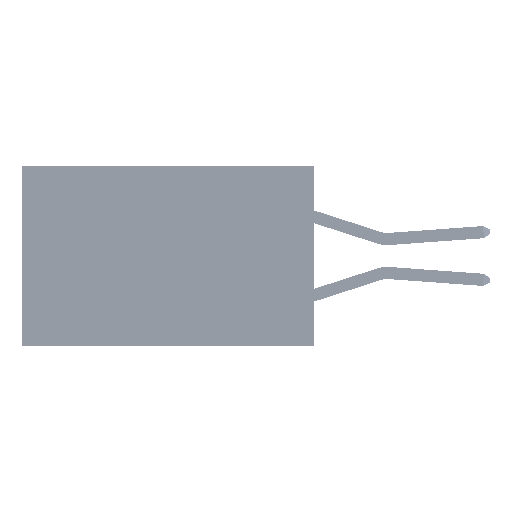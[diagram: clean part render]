
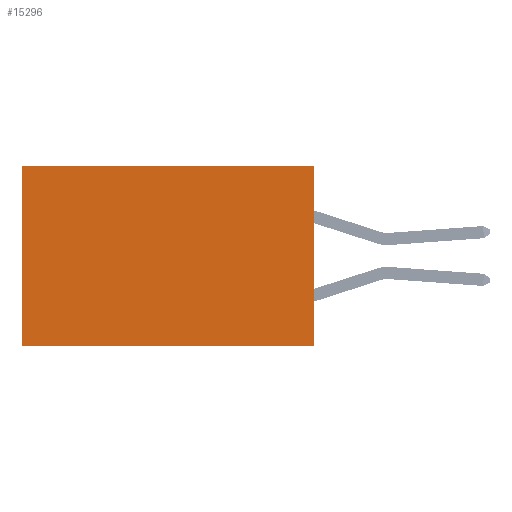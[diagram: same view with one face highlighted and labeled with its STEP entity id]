
A CAD part, left-side view. The second image highlights one B-rep face of the part: STEP entity #15296.
In plain terms, the highlighted planar face has unit normal (-1, 0, 0).
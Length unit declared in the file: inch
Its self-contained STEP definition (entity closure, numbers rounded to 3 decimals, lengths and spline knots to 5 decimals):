
#725 = FACE_OUTER_BOUND ( 'NONE', #7809, .T. ) ;
#2362 = EDGE_CURVE ( 'NONE', #45221, #25996, #18007, .T. ) ;
#2401 = LINE ( 'NONE', #39769, #20884 ) ;
#3033 = DIRECTION ( 'NONE',  ( 0., 1., 0. ) ) ;
#3206 = VERTEX_POINT ( 'NONE', #11516 ) ;
#4618 = CARTESIAN_POINT ( 'NONE',  ( 0.2875, 0.6, -0.37 ) ) ;
#7809 = EDGE_LOOP ( 'NONE', ( #50388, #18303, #47625, #24356 ) ) ;
#9186 = PLANE ( 'NONE',  #45330 ) ;
#11516 = CARTESIAN_POINT ( 'NONE',  ( 0.2875, 0., 0. ) ) ;
#14631 = CARTESIAN_POINT ( 'NONE',  ( 0.2875, 0., -0.37 ) ) ;
#15296 = ADVANCED_FACE ( 'NONE', ( #725 ), #9186, .F. ) ;
#17147 = VECTOR ( 'NONE', #22230, 39.37008 ) ;
#17327 = DIRECTION ( 'NONE',  ( 1., 0., 0. ) ) ;
#18007 = LINE ( 'NONE', #34456, #24756 ) ;
#18303 = ORIENTED_EDGE ( 'NONE', *, *, #21893, .F. ) ;
#18819 = DIRECTION ( 'NONE',  ( 0., 0., -1. ) ) ;
#20884 = VECTOR ( 'NONE', #47197, 39.37008 ) ;
#21445 = EDGE_CURVE ( 'NONE', #3206, #39456, #2401, .T. ) ;
#21893 = EDGE_CURVE ( 'NONE', #39456, #25996, #32509, .T. ) ;
#22230 = DIRECTION ( 'NONE',  ( 0., 1., 0. ) ) ;
#24356 = ORIENTED_EDGE ( 'NONE', *, *, #45746, .T. ) ;
#24756 = VECTOR ( 'NONE', #18819, 39.37008 ) ;
#25232 = CARTESIAN_POINT ( 'NONE',  ( 0.2875, 0., 0. ) ) ;
#25996 = VERTEX_POINT ( 'NONE', #4618 ) ;
#26555 = CARTESIAN_POINT ( 'NONE',  ( 0.2875, 0., -0.37 ) ) ;
#30084 = CARTESIAN_POINT ( 'NONE',  ( 0.2875, 0., 0. ) ) ;
#32509 = LINE ( 'NONE', #14631, #17147 ) ;
#33272 = DIRECTION ( 'NONE',  ( 0., 0., -1. ) ) ;
#34456 = CARTESIAN_POINT ( 'NONE',  ( 0.2875, 0.6, 0. ) ) ;
#37143 = VECTOR ( 'NONE', #3033, 39.37008 ) ;
#39456 = VERTEX_POINT ( 'NONE', #26555 ) ;
#39769 = CARTESIAN_POINT ( 'NONE',  ( 0.2875, 0., 0. ) ) ;
#41810 = CARTESIAN_POINT ( 'NONE',  ( 0.2875, 0.6, 0. ) ) ;
#45221 = VERTEX_POINT ( 'NONE', #41810 ) ;
#45330 = AXIS2_PLACEMENT_3D ( 'NONE', #25232, #17327, #33272 ) ;
#45746 = EDGE_CURVE ( 'NONE', #3206, #45221, #47623, .T. ) ;
#47197 = DIRECTION ( 'NONE',  ( 0., 0., -1. ) ) ;
#47623 = LINE ( 'NONE', #30084, #37143 ) ;
#47625 = ORIENTED_EDGE ( 'NONE', *, *, #21445, .F. ) ;
#50388 = ORIENTED_EDGE ( 'NONE', *, *, #2362, .T. ) ;
